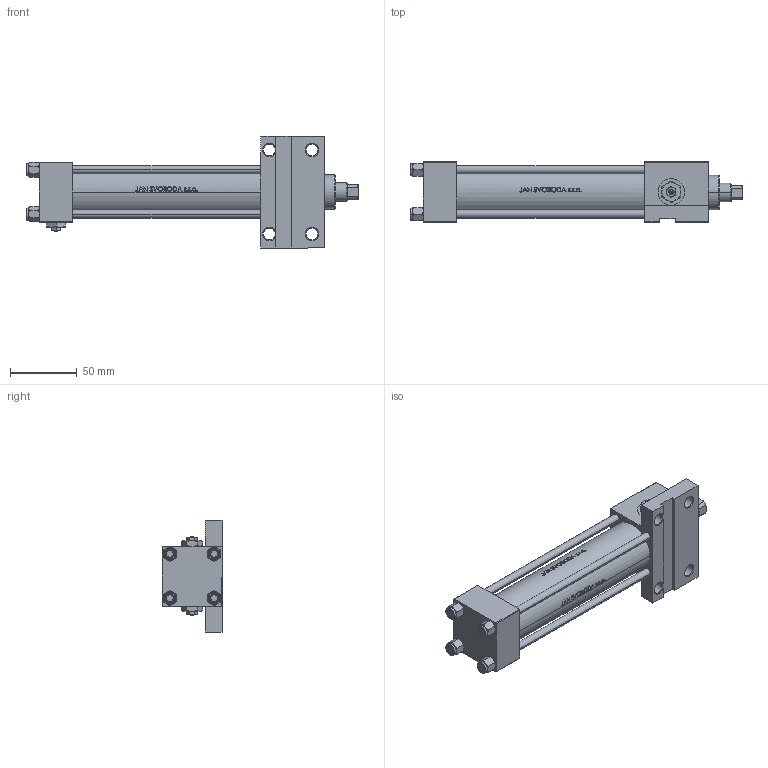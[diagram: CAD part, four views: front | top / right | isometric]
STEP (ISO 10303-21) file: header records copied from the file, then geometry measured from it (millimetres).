
FILE_DESCRIPTION (( 'STEP AP203' ), '1' );
FILE_NAME ('2aa9.STEP', '2024-03-19T14:36:40', ( '' ), ( '' ), 'SwSTEP 2.0', 'SolidWorks 2019', '' );
FILE_SCHEMA (( 'CONFIG_CONTROL_DESIGN' ));
Length unit declared in the file: millimetre
Products named in the file (7): V215CR_F_Body e912f8f5fb3686ee2b44a5324bd085da; V215_VC_A e912f8f5fb3686ee2b44a5324bd085da; Zatka_pro_OIL_PORT e912f8f5fb3686ee2b44a5324bd085da; V215CR_F_TYCINKA e912f8f5fb3686ee2b44a5324bd085da; NUT_M5_F e912f8f5fb3686ee2b44a5324bd085da; 2aa9; V215CR_VCP_F e912f8f5fb3686ee2b44a5324bd085da
Assembly tree (13 placements, depth 2):
  2aa9
    V215CR_F_Body e912f8f5fb3686ee2b44a5324bd085da
    V215CR_VCP_F e912f8f5fb3686ee2b44a5324bd085da
    V215CR_F_TYCINKA e912f8f5fb3686ee2b44a5324bd085da  x4
    NUT_M5_F e912f8f5fb3686ee2b44a5324bd085da  x4
    V215_VC_A e912f8f5fb3686ee2b44a5324bd085da
    Zatka_pro_OIL_PORT e912f8f5fb3686ee2b44a5324bd085da  x2
Bounding box: 249 x 45 x 84 mm (x, y, z)
Volume: 266303.9 mm3; surface area: 105198.9 mm2
Topology: 13 solids, 13 shells, 1195 faces, 2946 edges, 1893 vertices
Faces by surface type: plane 481, bspline 380, cone 194, cylinder 132, torus 8
Entity records: 49356 total; most frequent: CARTESIAN_POINT 26425, ORIENTED_EDGE 5192, DIRECTION 3313, EDGE_CURVE 2596, VERTEX_POINT 1691, VECTOR 1323, LINE 1323, EDGE_LOOP 1169
